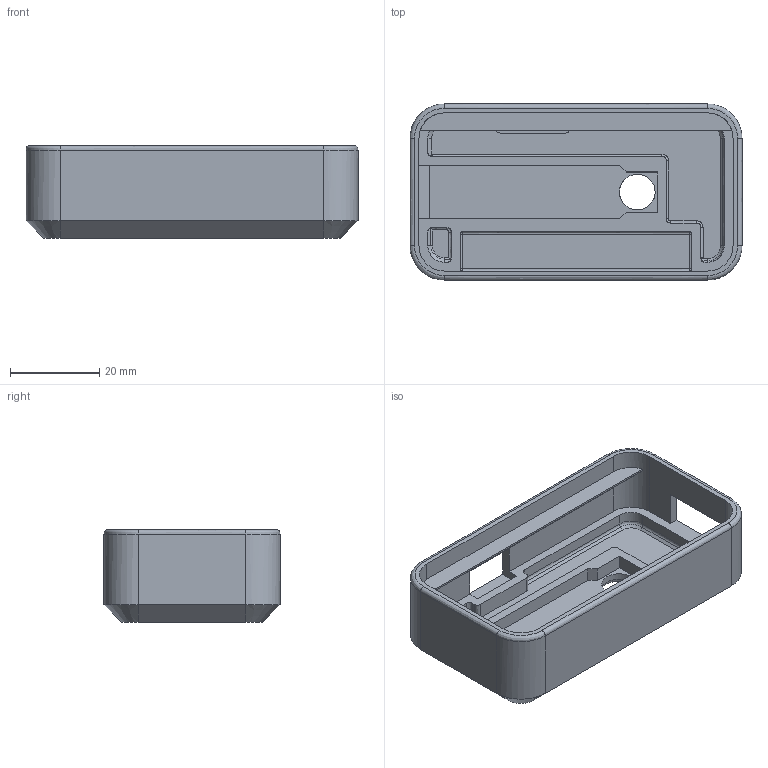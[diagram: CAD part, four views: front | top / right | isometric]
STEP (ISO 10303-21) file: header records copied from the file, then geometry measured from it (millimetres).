
FILE_DESCRIPTION(/* description */ ('STEP AP242','CAx-IF Rec.Pracs.---Representation and Presentation of Product Manufacturing Information (PMI)---4.0---2014-10-13','CAx-IF Rec.Pracs.---3D Tessellated Geometry---0.4---2014-09-14','2;1'),/* implementation_level */ '2;1');
FILE_SCHEMA (('AP242_MANAGED_MODEL_BASED_3D_ENGINEERING_MIM_LF { 1 0 10303 442 1 1 4 }'));
Length unit declared in the file: metre
Products named in the file (1): OuterCase
Bounding box: 74.5 x 39.5 x 20.8 mm (x, y, z)
Volume: 15290.7 mm3; surface area: 14199.5 mm2
Topology: 1 solids, 1 shells, 139 faces, 359 edges, 222 vertices
Faces by surface type: plane 65, bspline 53, cylinder 13, cone 8
Full cylindrical faces by diameter (mm): 8 x1
Entity records: 7333 total; most frequent: CARTESIAN_POINT 4427, ORIENTED_EDGE 712, DIRECTION 390, EDGE_CURVE 356, VERTEX_POINT 221, B_SPLINE_CURVE_WITH_KNOTS 170, LINE 156, VECTOR 156
